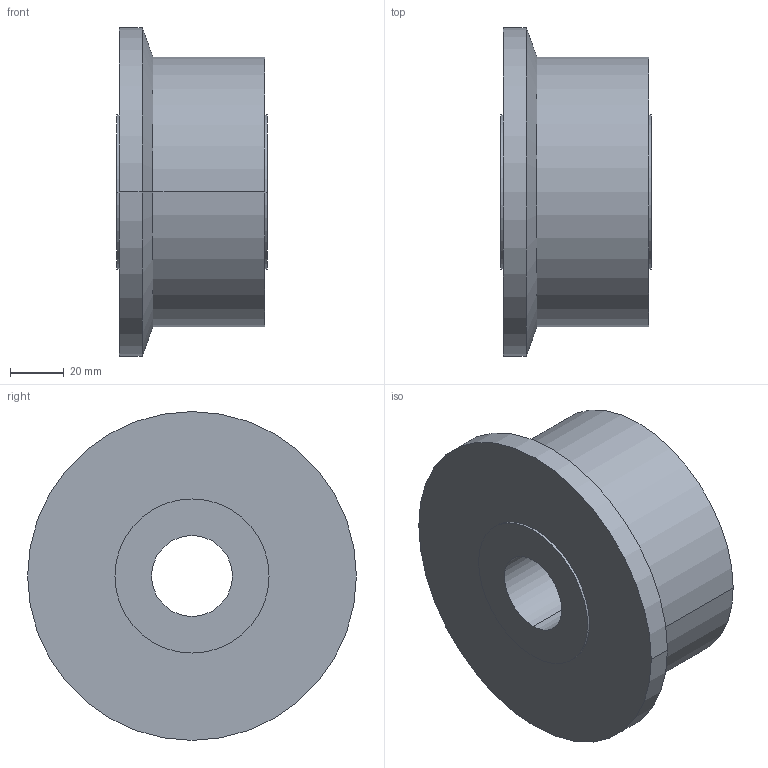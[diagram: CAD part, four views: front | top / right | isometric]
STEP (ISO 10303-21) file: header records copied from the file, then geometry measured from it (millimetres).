
FILE_DESCRIPTION(('STEP AP214'),'1');
FILE_NAME('hpja100.stp','2015-08-13T12:20:27',('TraceParts'),('TraceParts S.A.'),'Spatial InterOp 3D',' ',' ');
FILE_SCHEMA(('automotive_design'));
Length unit declared in the file: millimetre
Products named in the file (1): 1
Bounding box: 56 x 122 x 122 mm (x, y, z)
Volume: 429686.4 mm3; surface area: 44143.5 mm2
Topology: 1 solids, 1 shells, 16 faces, 32 edges, 20 vertices
Faces by surface type: cylinder 10, plane 4, cone 2
Entity records: 443 total; most frequent: DIRECTION 86, CARTESIAN_POINT 69, ORIENTED_EDGE 64, AXIS2_PLACEMENT_3D 37, EDGE_CURVE 32, EDGE_LOOP 20, VERTEX_POINT 20, CIRCLE 20
